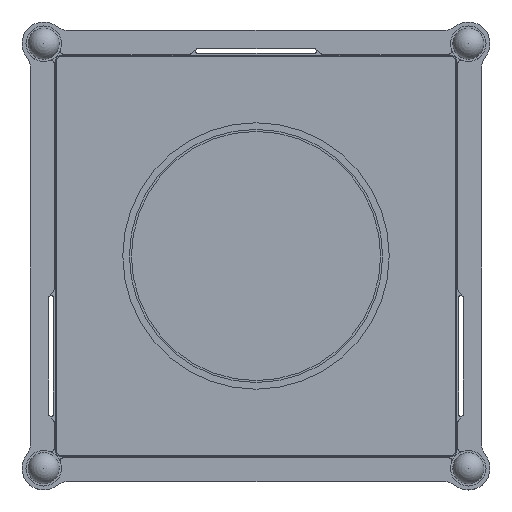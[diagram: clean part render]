
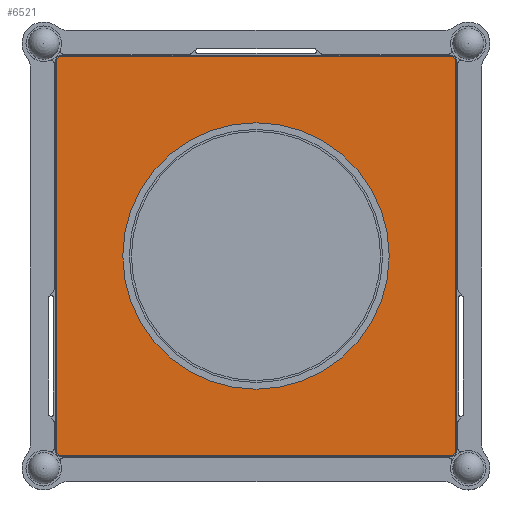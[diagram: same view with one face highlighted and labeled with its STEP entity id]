
A CAD part, top view. The second image highlights one B-rep face of the part: STEP entity #6521.
In plain terms, the highlighted planar face has unit normal (0, 0, 1).
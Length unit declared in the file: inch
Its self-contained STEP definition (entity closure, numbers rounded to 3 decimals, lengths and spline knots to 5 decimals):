
#13 = EDGE_CURVE ( 'NONE', #1806, #9244, #130, .T. ) ;
#130 = LINE ( 'NONE', #5987, #1235 ) ;
#144 = CARTESIAN_POINT ( 'NONE',  ( 0., 0., 0. ) ) ;
#298 = CARTESIAN_POINT ( 'NONE',  ( -2.92126, 3., 0. ) ) ;
#676 = EDGE_CURVE ( 'NONE', #2173, #7985, #3098, .T. ) ;
#693 = FACE_OUTER_BOUND ( 'NONE', #10649, .T. ) ;
#697 = ORIENTED_EDGE ( 'NONE', *, *, #742, .F. ) ;
#742 = EDGE_CURVE ( 'NONE', #7025, #5851, #4842, .T. ) ;
#946 = DIRECTION ( 'NONE',  ( 0., 0., 1. ) ) ;
#951 = ORIENTED_EDGE ( 'NONE', *, *, #676, .T. ) ;
#1058 = CARTESIAN_POINT ( 'NONE',  ( 3., -2.92126, 0. ) ) ;
#1233 = EDGE_LOOP ( 'NONE', ( #3788, #697 ) ) ;
#1235 = VECTOR ( 'NONE', #5074, 39.37008 ) ;
#1523 = CARTESIAN_POINT ( 'NONE',  ( 3., 2.92126, 0. ) ) ;
#1690 = DIRECTION ( 'NONE',  ( 0., -1., 0. ) ) ;
#1763 = CARTESIAN_POINT ( 'NONE',  ( 2.92126, 2.92126, 0. ) ) ;
#1806 = VERTEX_POINT ( 'NONE', #3746 ) ;
#2122 = ORIENTED_EDGE ( 'NONE', *, *, #9402, .T. ) ;
#2173 = VERTEX_POINT ( 'NONE', #2303 ) ;
#2177 = EDGE_CURVE ( 'NONE', #9454, #4839, #3948, .T. ) ;
#2189 = CIRCLE ( 'NONE', #8186, 2. ) ;
#2303 = CARTESIAN_POINT ( 'NONE',  ( -3., 2.92126, 0. ) ) ;
#2378 = DIRECTION ( 'NONE',  ( -1., 0., 0. ) ) ;
#2428 = DIRECTION ( 'NONE',  ( 0., 0., -1. ) ) ;
#2433 = DIRECTION ( 'NONE',  ( -1., 0., 0. ) ) ;
#2471 = CARTESIAN_POINT ( 'NONE',  ( -2.92126, -2.92126, 0. ) ) ;
#2499 = VECTOR ( 'NONE', #6439, 39.37008 ) ;
#2609 = AXIS2_PLACEMENT_3D ( 'NONE', #1763, #946, #7260 ) ;
#2697 = CARTESIAN_POINT ( 'NONE',  ( -2.92126, 2.92126, 0. ) ) ;
#2752 = EDGE_CURVE ( 'NONE', #9745, #2173, #8874, .T. ) ;
#3008 = ORIENTED_EDGE ( 'NONE', *, *, #2752, .T. ) ;
#3098 = LINE ( 'NONE', #8086, #5698 ) ;
#3221 = AXIS2_PLACEMENT_3D ( 'NONE', #2697, #3545, #5165 ) ;
#3382 = VERTEX_POINT ( 'NONE', #5541 ) ;
#3384 = DIRECTION ( 'NONE',  ( 0., 0., 1. ) ) ;
#3545 = DIRECTION ( 'NONE',  ( 0., 0., 1. ) ) ;
#3596 = EDGE_CURVE ( 'NONE', #5851, #7025, #2189, .T. ) ;
#3626 = CIRCLE ( 'NONE', #4487, 0.07874 ) ;
#3654 = CARTESIAN_POINT ( 'NONE',  ( 2., 0., 0. ) ) ;
#3746 = CARTESIAN_POINT ( 'NONE',  ( -2.92126, -3., 0. ) ) ;
#3788 = ORIENTED_EDGE ( 'NONE', *, *, #3596, .F. ) ;
#3948 = LINE ( 'NONE', #8950, #2499 ) ;
#4304 = AXIS2_PLACEMENT_3D ( 'NONE', #7191, #5353, #5507 ) ;
#4487 = AXIS2_PLACEMENT_3D ( 'NONE', #2471, #3384, #8201 ) ;
#4670 = ORIENTED_EDGE ( 'NONE', *, *, #9429, .T. ) ;
#4755 = DIRECTION ( 'NONE',  ( 1., 0., 0. ) ) ;
#4830 = CIRCLE ( 'NONE', #4304, 0.07874 ) ;
#4839 = VERTEX_POINT ( 'NONE', #1523 ) ;
#4842 = CIRCLE ( 'NONE', #6565, 2. ) ;
#5064 = AXIS2_PLACEMENT_3D ( 'NONE', #5530, #2428, #2378 ) ;
#5074 = DIRECTION ( 'NONE',  ( 1., 0., 0. ) ) ;
#5165 = DIRECTION ( 'NONE',  ( -1., 0., 0. ) ) ;
#5353 = DIRECTION ( 'NONE',  ( 0., 0., 1. ) ) ;
#5431 = ORIENTED_EDGE ( 'NONE', *, *, #13, .T. ) ;
#5507 = DIRECTION ( 'NONE',  ( -1., 0., 0. ) ) ;
#5530 = CARTESIAN_POINT ( 'NONE',  ( 0., 0., 0. ) ) ;
#5541 = CARTESIAN_POINT ( 'NONE',  ( 2.92126, 3., 0. ) ) ;
#5669 = CARTESIAN_POINT ( 'NONE',  ( 0., 0., 0. ) ) ;
#5698 = VECTOR ( 'NONE', #1690, 39.37008 ) ;
#5775 = DIRECTION ( 'NONE',  ( 0., 0., 1. ) ) ;
#5851 = VERTEX_POINT ( 'NONE', #3654 ) ;
#5855 = VECTOR ( 'NONE', #2433, 39.37008 ) ;
#5987 = CARTESIAN_POINT ( 'NONE',  ( -3., -3., 0. ) ) ;
#6071 = CARTESIAN_POINT ( 'NONE',  ( 2.92126, -3., 0. ) ) ;
#6439 = DIRECTION ( 'NONE',  ( 0., 1., 0. ) ) ;
#6521 = ADVANCED_FACE ( 'NONE', ( #10519, #693 ), #10454, .F. ) ;
#6565 = AXIS2_PLACEMENT_3D ( 'NONE', #5669, #5775, #4755 ) ;
#6702 = CARTESIAN_POINT ( 'NONE',  ( -3., -2.92126, 0. ) ) ;
#7025 = VERTEX_POINT ( 'NONE', #10490 ) ;
#7191 = CARTESIAN_POINT ( 'NONE',  ( 2.92126, -2.92126, 0. ) ) ;
#7260 = DIRECTION ( 'NONE',  ( -1., 0., 0. ) ) ;
#7571 = DIRECTION ( 'NONE',  ( 0., 0., 1. ) ) ;
#7985 = VERTEX_POINT ( 'NONE', #6702 ) ;
#7992 = ORIENTED_EDGE ( 'NONE', *, *, #2177, .T. ) ;
#8086 = CARTESIAN_POINT ( 'NONE',  ( -3., -3., 0. ) ) ;
#8186 = AXIS2_PLACEMENT_3D ( 'NONE', #144, #7571, #10063 ) ;
#8201 = DIRECTION ( 'NONE',  ( -1., 0., 0. ) ) ;
#8874 = CIRCLE ( 'NONE', #3221, 0.07874 ) ;
#8950 = CARTESIAN_POINT ( 'NONE',  ( 3., -3., 0. ) ) ;
#9049 = EDGE_CURVE ( 'NONE', #3382, #9745, #9851, .T. ) ;
#9244 = VERTEX_POINT ( 'NONE', #6071 ) ;
#9255 = ORIENTED_EDGE ( 'NONE', *, *, #9535, .T. ) ;
#9402 = EDGE_CURVE ( 'NONE', #7985, #1806, #3626, .T. ) ;
#9429 = EDGE_CURVE ( 'NONE', #4839, #3382, #9645, .T. ) ;
#9454 = VERTEX_POINT ( 'NONE', #1058 ) ;
#9535 = EDGE_CURVE ( 'NONE', #9244, #9454, #4830, .T. ) ;
#9645 = CIRCLE ( 'NONE', #2609, 0.07874 ) ;
#9745 = VERTEX_POINT ( 'NONE', #298 ) ;
#9802 = CARTESIAN_POINT ( 'NONE',  ( -3., 3., 0. ) ) ;
#9851 = LINE ( 'NONE', #9802, #5855 ) ;
#9882 = ORIENTED_EDGE ( 'NONE', *, *, #9049, .T. ) ;
#10063 = DIRECTION ( 'NONE',  ( 1., 0., 0. ) ) ;
#10454 = PLANE ( 'NONE',  #5064 ) ;
#10490 = CARTESIAN_POINT ( 'NONE',  ( -2., 0., 0. ) ) ;
#10519 = FACE_BOUND ( 'NONE', #1233, .T. ) ;
#10649 = EDGE_LOOP ( 'NONE', ( #5431, #9255, #7992, #4670, #9882, #3008, #951, #2122 ) ) ;
